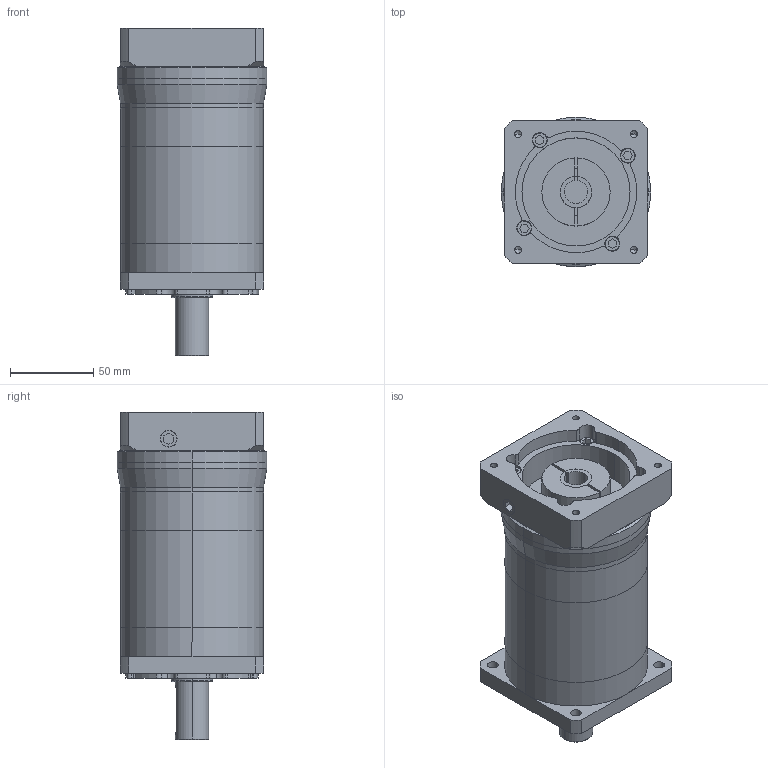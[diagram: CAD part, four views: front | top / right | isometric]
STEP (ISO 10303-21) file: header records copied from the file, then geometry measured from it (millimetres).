
FILE_DESCRIPTION (( 'STEP AP214' ), '1' );
FILE_NAME ('VGF85三级模型（14-35 73-2 4-5.5-69.6-69.6）新.STEP', '2018-07-05T00:35:42', ( 'Windows' ), ( 'Microsoft' ), 'SwSTEP 2.0', 'SolidWorks 2016', '' );
FILE_SCHEMA (( 'AUTOMOTIVE_DESIGN' ));
Length unit declared in the file: millimetre
Products named in the file (1): VGF85三级模型（14-35 73-2 4-5.5-69.6-69.6）新
Bounding box: 90 x 90 x 197 mm (x, y, z)
Volume: 910469.5 mm3; surface area: 136450.7 mm2
Topology: 7 solids, 7 shells, 368 faces, 916 edges, 595 vertices
Faces by surface type: plane 178, cylinder 166, cone 20, torus 4
Entity records: 11286 total; most frequent: DIRECTION 2016, CARTESIAN_POINT 1957, ORIENTED_EDGE 1812, EDGE_CURVE 906, AXIS2_PLACEMENT_3D 752, VERTEX_POINT 595, LINE 512, VECTOR 512
